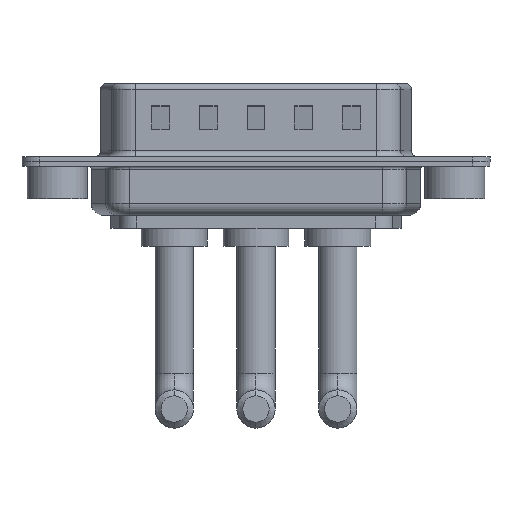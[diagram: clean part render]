
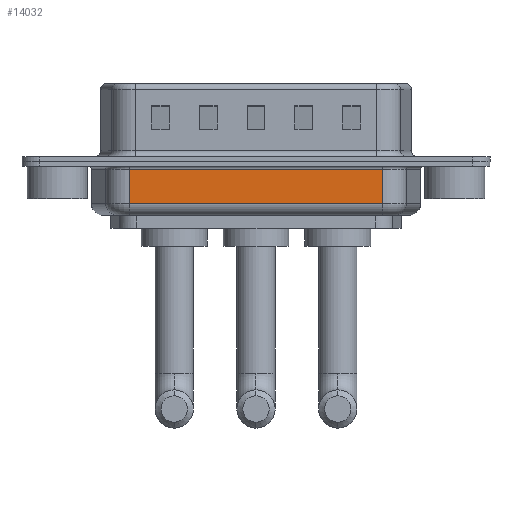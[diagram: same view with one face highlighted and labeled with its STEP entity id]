
A CAD part, front view. The second image highlights one B-rep face of the part: STEP entity #14032.
In plain terms, the highlighted planar face has unit normal (0, -1, 0).
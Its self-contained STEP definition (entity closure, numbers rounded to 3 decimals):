
#161 = LINE ( 'NONE', #10767, #13637 ) ;
#512 = EDGE_CURVE ( 'NONE', #1925, #1784, #14501, .T. ) ;
#1005 = CARTESIAN_POINT ( 'NONE',  ( 6.031, -5.35, -0.65 ) ) ;
#1263 = EDGE_CURVE ( 'NONE', #6957, #1925, #3441, .T. ) ;
#1769 = ORIENTED_EDGE ( 'NONE', *, *, #1263, .T. ) ;
#1784 = VERTEX_POINT ( 'NONE', #4466 ) ;
#1925 = VERTEX_POINT ( 'NONE', #5887 ) ;
#2211 = ORIENTED_EDGE ( 'NONE', *, *, #512, .T. ) ;
#3441 = LINE ( 'NONE', #4402, #12268 ) ;
#4023 = CARTESIAN_POINT ( 'NONE',  ( 6.031, -5.35, -3.5 ) ) ;
#4116 = EDGE_CURVE ( 'NONE', #1784, #5295, #5504, .T. ) ;
#4402 = CARTESIAN_POINT ( 'NONE',  ( 6.031, -5.35, -3.5 ) ) ;
#4466 = CARTESIAN_POINT ( 'NONE',  ( 27.269, -5.35, -0.65 ) ) ;
#4838 = PLANE ( 'NONE',  #5279 ) ;
#5279 = AXIS2_PLACEMENT_3D ( 'NONE', #13439, #13516, #12319 ) ;
#5295 = VERTEX_POINT ( 'NONE', #1005 ) ;
#5504 = LINE ( 'NONE', #10373, #12304 ) ;
#5608 = EDGE_LOOP ( 'NONE', ( #13110, #1769, #2211, #11940 ) ) ;
#5887 = CARTESIAN_POINT ( 'NONE',  ( 27.269, -5.35, -3.5 ) ) ;
#6108 = CARTESIAN_POINT ( 'NONE',  ( 27.269, -5.35, -4.5 ) ) ;
#6957 = VERTEX_POINT ( 'NONE', #4023 ) ;
#8373 = DIRECTION ( 'NONE',  ( 0., 0., 1. ) ) ;
#9424 = DIRECTION ( 'NONE',  ( 1., 0., 0. ) ) ;
#10373 = CARTESIAN_POINT ( 'NONE',  ( 6.031, -5.35, -0.65 ) ) ;
#10767 = CARTESIAN_POINT ( 'NONE',  ( 6.031, -5.35, -4.5 ) ) ;
#11814 = EDGE_CURVE ( 'NONE', #6957, #5295, #161, .T. ) ;
#11940 = ORIENTED_EDGE ( 'NONE', *, *, #4116, .T. ) ;
#12012 = FACE_OUTER_BOUND ( 'NONE', #5608, .T. ) ;
#12268 = VECTOR ( 'NONE', #9424, 1000. ) ;
#12304 = VECTOR ( 'NONE', #15062, 1000. ) ;
#12319 = DIRECTION ( 'NONE',  ( 0., 0., 1. ) ) ;
#13110 = ORIENTED_EDGE ( 'NONE', *, *, #11814, .F. ) ;
#13272 = VECTOR ( 'NONE', #14423, 1000. ) ;
#13439 = CARTESIAN_POINT ( 'NONE',  ( 6.031, -5.35, -4.5 ) ) ;
#13516 = DIRECTION ( 'NONE',  ( 0., 1., 0. ) ) ;
#13637 = VECTOR ( 'NONE', #8373, 1000. ) ;
#14032 = ADVANCED_FACE ( 'NONE', ( #12012 ), #4838, .F. ) ;
#14423 = DIRECTION ( 'NONE',  ( 0., 0., 1. ) ) ;
#14501 = LINE ( 'NONE', #6108, #13272 ) ;
#15062 = DIRECTION ( 'NONE',  ( -1., 0., 0. ) ) ;
